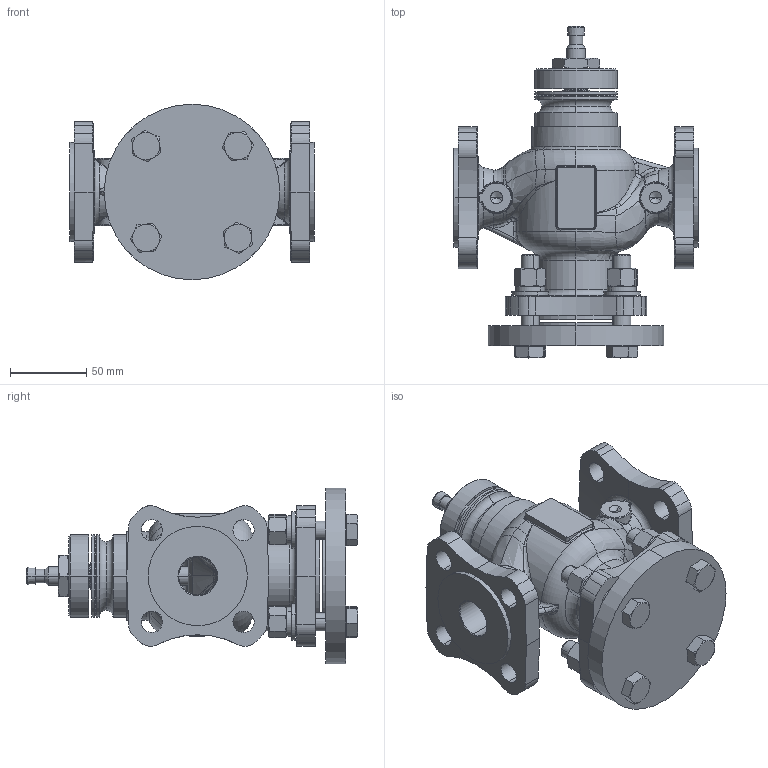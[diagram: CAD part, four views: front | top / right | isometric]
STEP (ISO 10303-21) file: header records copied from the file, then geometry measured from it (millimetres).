
FILE_DESCRIPTION((''),'2;1');
FILE_NAME('VF-2R_DN25_SW0001','2023-03-30T13:42:52',('User'),(''),'CREO PARAMETRIC BY PTC INC, 2019010','CREO PARAMETRIC BY PTC INC, 2019010','');
FILE_SCHEMA(('CONFIG_CONTROL_DESIGN'));
Products named in the file (1): VF-2R_DN25_SW0001
Bounding box: 160 x 217.45 x 115 mm (x, y, z)
Surface area: 180913 mm2 (no closed solid volume)
Topology: 0 solids, 57 shells, 846 faces, 2723 edges, 1866 vertices
Faces by surface type: bspline 345, cylinder 202, plane 137, cone 116, torus 44, sphere 2
Entity records: 81993 total; most frequent: CARTESIAN_POINT 61731, ORIENTED_EDGE 4575, DIRECTION 3004, EDGE_CURVE 2713, VERTEX_POINT 1866, B_SPLINE_CURVE_WITH_KNOTS 1441, AXIS2_PLACEMENT_3D 1231, EDGE_LOOP 922
